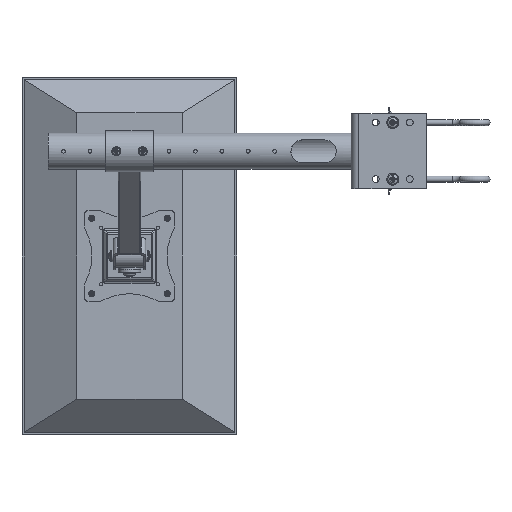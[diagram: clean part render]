
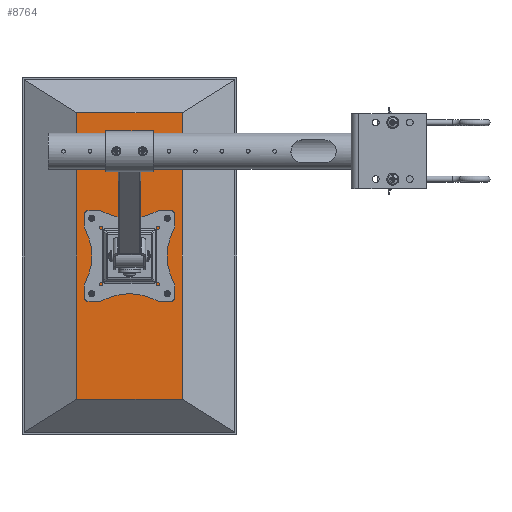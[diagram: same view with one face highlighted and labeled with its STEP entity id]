
A CAD part, left-side view. The second image highlights one B-rep face of the part: STEP entity #8764.
In plain terms, the highlighted face is planar.
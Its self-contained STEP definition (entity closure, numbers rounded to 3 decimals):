
#484=FACE_BOUND('',#2455,.T.);
#485=FACE_BOUND('',#2456,.T.);
#486=FACE_BOUND('',#2457,.T.);
#487=FACE_BOUND('',#2458,.T.);
#667=PLANE('',#10067);
#1143=CIRCLE('',#10047,2.067);
#1144=CIRCLE('',#10048,2.067);
#1147=CIRCLE('',#10053,2.067);
#1148=CIRCLE('',#10054,2.067);
#1151=CIRCLE('',#10059,2.067);
#1152=CIRCLE('',#10060,2.067);
#1155=CIRCLE('',#10065,2.067);
#1156=CIRCLE('',#10066,2.067);
#1893=FACE_OUTER_BOUND('',#2454,.T.);
#2454=EDGE_LOOP('',(#7918,#7919,#7920,#7921));
#2455=EDGE_LOOP('',(#7922,#7923));
#2456=EDGE_LOOP('',(#7924,#7925));
#2457=EDGE_LOOP('',(#7926,#7927));
#2458=EDGE_LOOP('',(#7928,#7929));
#2929=LINE('',#17282,#3385);
#2930=LINE('',#17284,#3386);
#2931=LINE('',#17286,#3387);
#2932=LINE('',#17287,#3388);
#3385=VECTOR('',#12465,10.);
#3386=VECTOR('',#12466,10.);
#3387=VECTOR('',#12467,10.);
#3388=VECTOR('',#12468,10.);
#4340=VERTEX_POINT('',#17235);
#4341=VERTEX_POINT('',#17236);
#4345=VERTEX_POINT('',#17248);
#4346=VERTEX_POINT('',#17249);
#4350=VERTEX_POINT('',#17261);
#4351=VERTEX_POINT('',#17262);
#4355=VERTEX_POINT('',#17274);
#4356=VERTEX_POINT('',#17275);
#4357=VERTEX_POINT('',#17280);
#4358=VERTEX_POINT('',#17281);
#4359=VERTEX_POINT('',#17283);
#4360=VERTEX_POINT('',#17285);
#5543=EDGE_CURVE('',#4340,#4341,#1143,.T.);
#5544=EDGE_CURVE('',#4341,#4340,#1144,.T.);
#5549=EDGE_CURVE('',#4345,#4346,#1147,.T.);
#5550=EDGE_CURVE('',#4346,#4345,#1148,.T.);
#5555=EDGE_CURVE('',#4350,#4351,#1151,.T.);
#5556=EDGE_CURVE('',#4351,#4350,#1152,.T.);
#5561=EDGE_CURVE('',#4355,#4356,#1155,.T.);
#5562=EDGE_CURVE('',#4356,#4355,#1156,.T.);
#5564=EDGE_CURVE('',#4357,#4358,#2929,.T.);
#5565=EDGE_CURVE('',#4358,#4359,#2930,.T.);
#5566=EDGE_CURVE('',#4359,#4360,#2931,.T.);
#5567=EDGE_CURVE('',#4360,#4357,#2932,.T.);
#7918=ORIENTED_EDGE('',*,*,#5564,.T.);
#7919=ORIENTED_EDGE('',*,*,#5565,.T.);
#7920=ORIENTED_EDGE('',*,*,#5566,.T.);
#7921=ORIENTED_EDGE('',*,*,#5567,.T.);
#7922=ORIENTED_EDGE('',*,*,#5543,.T.);
#7923=ORIENTED_EDGE('',*,*,#5544,.T.);
#7924=ORIENTED_EDGE('',*,*,#5549,.T.);
#7925=ORIENTED_EDGE('',*,*,#5550,.T.);
#7926=ORIENTED_EDGE('',*,*,#5555,.T.);
#7927=ORIENTED_EDGE('',*,*,#5556,.T.);
#7928=ORIENTED_EDGE('',*,*,#5561,.T.);
#7929=ORIENTED_EDGE('',*,*,#5562,.T.);
#8764=ADVANCED_FACE('',(#1893,#484,#485,#486,#487),#667,.F.);
#10047=AXIS2_PLACEMENT_3D('',#17237,#12416,#12417);
#10048=AXIS2_PLACEMENT_3D('',#17238,#12418,#12419);
#10053=AXIS2_PLACEMENT_3D('',#17250,#12430,#12431);
#10054=AXIS2_PLACEMENT_3D('',#17251,#12432,#12433);
#10059=AXIS2_PLACEMENT_3D('',#17263,#12444,#12445);
#10060=AXIS2_PLACEMENT_3D('',#17264,#12446,#12447);
#10065=AXIS2_PLACEMENT_3D('',#17276,#12458,#12459);
#10066=AXIS2_PLACEMENT_3D('',#17277,#12460,#12461);
#10067=AXIS2_PLACEMENT_3D('',#17279,#12463,#12464);
#12416=DIRECTION('center_axis',(0.,0.,
1.));
#12417=DIRECTION('ref_axis',(-1.,0.,0.));
#12418=DIRECTION('center_axis',(0.,0.,
1.));
#12419=DIRECTION('ref_axis',(-1.,0.,0.));
#12430=DIRECTION('center_axis',(0.,0.,
1.));
#12431=DIRECTION('ref_axis',(-1.,0.,0.));
#12432=DIRECTION('center_axis',(0.,0.,
1.));
#12433=DIRECTION('ref_axis',(-1.,0.,0.));
#12444=DIRECTION('center_axis',(0.,0.,
1.));
#12445=DIRECTION('ref_axis',(-1.,0.,0.));
#12446=DIRECTION('center_axis',(0.,0.,
1.));
#12447=DIRECTION('ref_axis',(-1.,0.,0.));
#12458=DIRECTION('center_axis',(0.,0.,
1.));
#12459=DIRECTION('ref_axis',(-1.,0.,0.));
#12460=DIRECTION('center_axis',(0.,0.,
1.));
#12461=DIRECTION('ref_axis',(-1.,0.,0.));
#12463=DIRECTION('center_axis',(0.,0.,
1.));
#12464=DIRECTION('ref_axis',(1.,0.,0.));
#12465=DIRECTION('',(-1.,0.,0.));
#12466=DIRECTION('',(0.,1.,0.));
#12467=DIRECTION('',(1.,0.,0.));
#12468=DIRECTION('',(0.,-1.,0.));
#17235=CARTESIAN_POINT('',(-52.067,-50.,-66.));
#17236=CARTESIAN_POINT('',(-47.933,-50.,-66.));
#17237=CARTESIAN_POINT('Origin',(-50.,-50.,-66.));
#17238=CARTESIAN_POINT('Origin',(-50.,-50.,-66.));
#17248=CARTESIAN_POINT('',(47.933,50.,-66.));
#17249=CARTESIAN_POINT('',(52.067,50.,-66.));
#17250=CARTESIAN_POINT('Origin',(50.,50.,-66.));
#17251=CARTESIAN_POINT('Origin',(50.,50.,-66.));
#17261=CARTESIAN_POINT('',(-52.067,50.,-66.));
#17262=CARTESIAN_POINT('',(-47.933,50.,-66.));
#17263=CARTESIAN_POINT('Origin',(-50.,50.,-66.));
#17264=CARTESIAN_POINT('Origin',(-50.,50.,-66.));
#17274=CARTESIAN_POINT('',(47.933,-50.,-66.));
#17275=CARTESIAN_POINT('',(52.067,-50.,-66.));
#17276=CARTESIAN_POINT('Origin',(50.,-50.,-66.));
#17277=CARTESIAN_POINT('Origin',(50.,-50.,-66.));
#17279=CARTESIAN_POINT('Origin',(0.,0.,
-66.));
#17280=CARTESIAN_POINT('',(190.,-70.,-66.));
#17281=CARTESIAN_POINT('',(-190.,-70.,-66.));
#17282=CARTESIAN_POINT('',(190.,-70.,-66.));
#17283=CARTESIAN_POINT('',(-190.,70.,-66.));
#17284=CARTESIAN_POINT('',(-190.,-70.,-66.));
#17285=CARTESIAN_POINT('',(190.,70.,-66.));
#17286=CARTESIAN_POINT('',(-190.,70.,-66.));
#17287=CARTESIAN_POINT('',(190.,70.,-66.));
